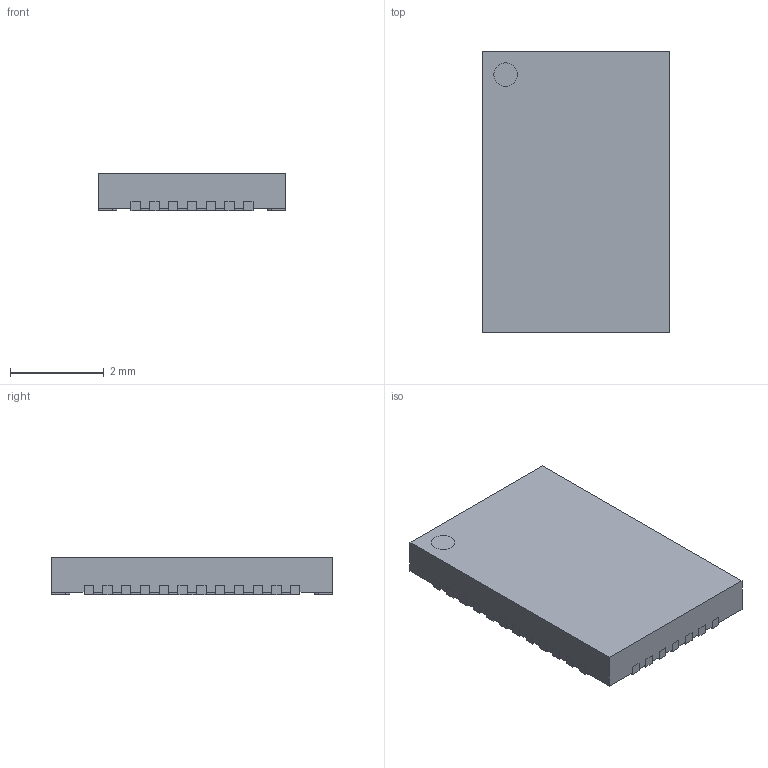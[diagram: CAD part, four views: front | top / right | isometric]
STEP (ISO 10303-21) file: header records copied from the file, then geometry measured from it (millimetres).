
FILE_DESCRIPTION((''),'2;1');
FILE_NAME('QFN40P400X600X80-39N-R240X440.stp','2012-11-19T10:27:26',(''),(''),'Mechanical Desktop 2011','Mechanical Desktop 2011',', , ');
FILE_SCHEMA(('AUTOMOTIVE_DESIGN { 1 2 10303 214 1 1 1 1 }'));
Length unit declared in the file: millimetre
Products named in the file (1): Product
Bounding box: 4 x 6 x 0.8 mm (x, y, z)
Volume: 18.7 mm3; surface area: 103.6 mm2
Topology: 41 solids, 41 shells, 399 faces, 948 edges, 632 vertices
Faces by surface type: bspline 190, plane 167, cylinder 42
Entity records: 11935 total; most frequent: CARTESIAN_POINT 3082, ORIENTED_EDGE 1896, DIRECTION 1528, EDGE_CURVE 948, VECTOR 788, LINE 788, VERTEX_POINT 632, EDGE_LOOP 400
